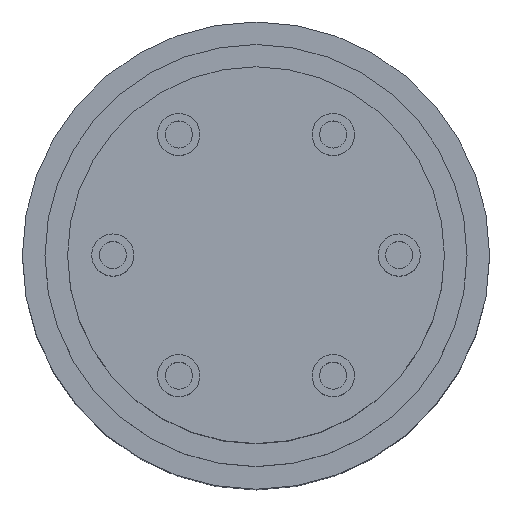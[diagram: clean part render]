
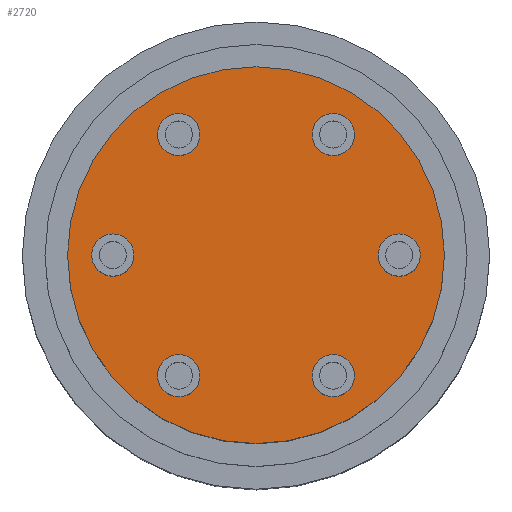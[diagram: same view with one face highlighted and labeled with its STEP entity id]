
A CAD part, top view. The second image highlights one B-rep face of the part: STEP entity #2720.
In plain terms, the highlighted planar face has unit normal (0, 0, 1).
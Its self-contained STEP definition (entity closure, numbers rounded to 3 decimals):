
#615=PLANE($,#2910);
#711=FACE_BOUND($,#937,.T.);
#712=FACE_BOUND($,#938,.T.);
#713=FACE_BOUND($,#939,.T.);
#714=FACE_BOUND($,#940,.T.);
#715=FACE_BOUND($,#941,.T.);
#716=FACE_BOUND($,#942,.T.);
#717=FACE_BOUND($,#943,.T.);
#937=EDGE_LOOP($,(#1833));
#938=EDGE_LOOP($,(#1834));
#939=EDGE_LOOP($,(#1835));
#940=EDGE_LOOP($,(#1836));
#941=EDGE_LOOP($,(#1837));
#942=EDGE_LOOP($,(#1838));
#943=EDGE_LOOP($,(#1839));
#1118=CIRCLE($,#2873,1.4);
#1122=CIRCLE($,#2880,1.4);
#1126=CIRCLE($,#2887,1.4);
#1130=CIRCLE($,#2894,1.4);
#1134=CIRCLE($,#2901,1.4);
#1138=CIRCLE($,#2908,1.4);
#1139=CIRCLE($,#2911,12.5);
#1162=VERTEX_POINT($,#3515);
#1166=VERTEX_POINT($,#3526);
#1170=VERTEX_POINT($,#3537);
#1174=VERTEX_POINT($,#3548);
#1178=VERTEX_POINT($,#3559);
#1182=VERTEX_POINT($,#3570);
#1183=VERTEX_POINT($,#3574);
#1426=EDGE_CURVE($,#1162,#1162,#1118,.T.);
#1430=EDGE_CURVE($,#1166,#1166,#1122,.T.);
#1434=EDGE_CURVE($,#1170,#1170,#1126,.T.);
#1438=EDGE_CURVE($,#1174,#1174,#1130,.T.);
#1442=EDGE_CURVE($,#1178,#1178,#1134,.T.);
#1446=EDGE_CURVE($,#1182,#1182,#1138,.T.);
#1447=EDGE_CURVE($,#1183,#1183,#1139,.T.);
#1833=ORIENTED_EDGE($,*,*,#1426,.T.);
#1834=ORIENTED_EDGE($,*,*,#1430,.T.);
#1835=ORIENTED_EDGE($,*,*,#1434,.T.);
#1836=ORIENTED_EDGE($,*,*,#1438,.T.);
#1837=ORIENTED_EDGE($,*,*,#1442,.T.);
#1838=ORIENTED_EDGE($,*,*,#1446,.T.);
#1839=ORIENTED_EDGE($,*,*,#1447,.F.);
#2720=ADVANCED_FACE($,(#711,#712,#713,#714,#715,#716,#717),#615,.F.);
#2873=AXIS2_PLACEMENT_3D($,#3516,#3024,#3025);
#2880=AXIS2_PLACEMENT_3D($,#3527,#3038,#3039);
#2887=AXIS2_PLACEMENT_3D($,#3538,#3052,#3053);
#2894=AXIS2_PLACEMENT_3D($,#3549,#3066,#3067);
#2901=AXIS2_PLACEMENT_3D($,#3560,#3080,#3081);
#2908=AXIS2_PLACEMENT_3D($,#3571,#3094,#3095);
#2910=AXIS2_PLACEMENT_3D($,#3573,#3098,#3099);
#2911=AXIS2_PLACEMENT_3D($,#3575,#3100,#3101);
#3024=DIRECTION('center_axis',(0.,0.,-1.));
#3025=DIRECTION('ref_axis',(-1.,0.,0.));
#3038=DIRECTION('center_axis',(0.,0.,-1.));
#3039=DIRECTION('ref_axis',(-1.,0.,0.));
#3052=DIRECTION('center_axis',(0.,0.,-1.));
#3053=DIRECTION('ref_axis',(-1.,0.,0.));
#3066=DIRECTION('center_axis',(0.,0.,-1.));
#3067=DIRECTION('ref_axis',(-1.,0.,0.));
#3080=DIRECTION('center_axis',(0.,0.,-1.));
#3081=DIRECTION('ref_axis',(-1.,0.,0.));
#3094=DIRECTION('center_axis',(0.,0.,-1.));
#3095=DIRECTION('ref_axis',(-1.,0.,0.));
#3098=DIRECTION('center_axis',(0.,0.,-1.));
#3099=DIRECTION('ref_axis',(-1.,0.,0.));
#3100=DIRECTION('center_axis',(0.,0.,-1.));
#3101=DIRECTION('ref_axis',(-1.,0.,0.));
#3515=CARTESIAN_POINT('',(6.523,8.,45.));
#3516=CARTESIAN_POINT('Origin',(5.123,8.,45.));
#3526=CARTESIAN_POINT('',(10.9,0.,45.));
#3527=CARTESIAN_POINT('Origin',(9.5,0.,45.));
#3537=CARTESIAN_POINT('',(6.523,-8.,45.));
#3538=CARTESIAN_POINT('Origin',(5.123,-8.,45.));
#3548=CARTESIAN_POINT('',(-3.723,-8.,45.));
#3549=CARTESIAN_POINT('Origin',(-5.123,-8.,45.));
#3559=CARTESIAN_POINT('',(-8.1,0.,45.));
#3560=CARTESIAN_POINT('Origin',(-9.5,0.,45.));
#3570=CARTESIAN_POINT('',(-3.723,8.,45.));
#3571=CARTESIAN_POINT('Origin',(-5.123,8.,45.));
#3573=CARTESIAN_POINT('Origin',(0.,0.,45.));
#3574=CARTESIAN_POINT('',(12.5,0.,45.));
#3575=CARTESIAN_POINT('Origin',(0.,0.,45.));
